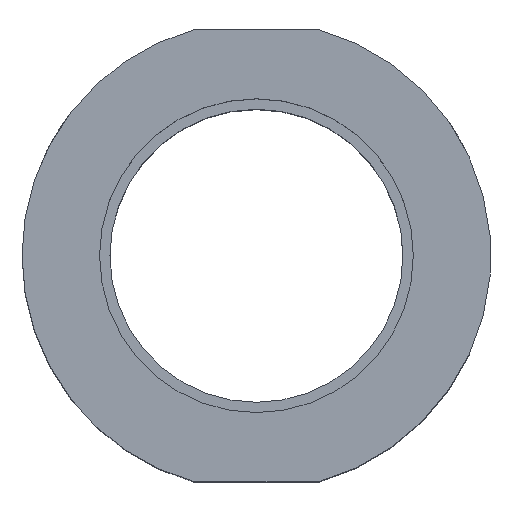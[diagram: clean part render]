
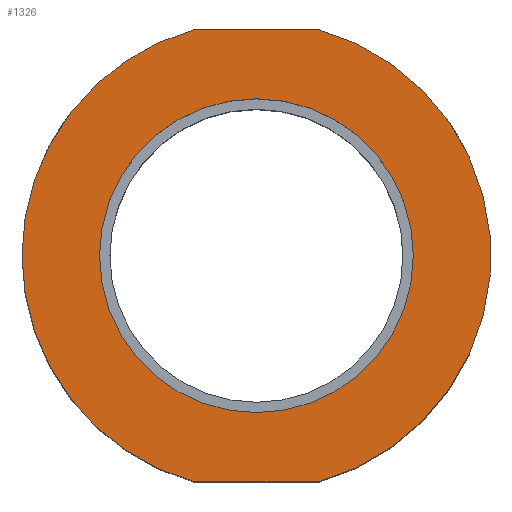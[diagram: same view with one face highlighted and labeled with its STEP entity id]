
A CAD part, top view. The second image highlights one B-rep face of the part: STEP entity #1326.
In plain terms, the highlighted planar face has unit normal (0, 0, 1).
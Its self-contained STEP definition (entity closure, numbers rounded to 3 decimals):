
#2 = FACE_BOUND ( 'NONE', #600, .T. ) ;
#13 = AXIS2_PLACEMENT_3D ( 'NONE', #108, #789, #895 ) ;
#20 = CARTESIAN_POINT ( 'NONE',  ( 6.701, -24.5, 19. ) ) ;
#29 = VERTEX_POINT ( 'NONE', #579 ) ;
#35 = CARTESIAN_POINT ( 'NONE',  ( 0., 0., 19. ) ) ;
#40 = CIRCLE ( 'NONE', #1092, 17. ) ;
#42 = ORIENTED_EDGE ( 'NONE', *, *, #1429, .T. ) ;
#49 = DIRECTION ( 'NONE',  ( 1., 0., 0. ) ) ;
#55 = EDGE_CURVE ( 'NONE', #1107, #29, #545, .T. ) ;
#59 = EDGE_CURVE ( 'NONE', #612, #1376, #994, .T. ) ;
#91 = AXIS2_PLACEMENT_3D ( 'NONE', #573, #122, #1003 ) ;
#98 = ORIENTED_EDGE ( 'NONE', *, *, #59, .F. ) ;
#106 = CIRCLE ( 'NONE', #496, 17. ) ;
#108 = CARTESIAN_POINT ( 'NONE',  ( 0., 0., 19. ) ) ;
#110 = CARTESIAN_POINT ( 'NONE',  ( 0., 0., 19. ) ) ;
#122 = DIRECTION ( 'NONE',  ( 0., 0., -1. ) ) ;
#141 = CARTESIAN_POINT ( 'NONE',  ( 25.4, 0., 19. ) ) ;
#156 = EDGE_CURVE ( 'NONE', #29, #995, #1183, .T. ) ;
#226 = CARTESIAN_POINT ( 'NONE',  ( 17., 0., 19. ) ) ;
#231 = DIRECTION ( 'NONE',  ( 0., 0., -1. ) ) ;
#249 = DIRECTION ( 'NONE',  ( 0., 0., -1. ) ) ;
#295 = LINE ( 'NONE', #375, #1029 ) ;
#358 = DIRECTION ( 'NONE',  ( 0., 0., -1. ) ) ;
#375 = CARTESIAN_POINT ( 'NONE',  ( 25.4, -24.5, 19. ) ) ;
#496 = AXIS2_PLACEMENT_3D ( 'NONE', #35, #249, #1156 ) ;
#497 = VERTEX_POINT ( 'NONE', #758 ) ;
#535 = EDGE_CURVE ( 'NONE', #612, #995, #1283, .T. ) ;
#543 = AXIS2_PLACEMENT_3D ( 'NONE', #786, #1343, #898 ) ;
#545 = CIRCLE ( 'NONE', #13, 25.4 ) ;
#567 = CARTESIAN_POINT ( 'NONE',  ( -6.701, -24.5, 19. ) ) ;
#569 = FACE_OUTER_BOUND ( 'NONE', #1430, .T. ) ;
#573 = CARTESIAN_POINT ( 'NONE',  ( 0., 0., 19. ) ) ;
#579 = CARTESIAN_POINT ( 'NONE',  ( -25.4, 0., 19. ) ) ;
#600 = EDGE_LOOP ( 'NONE', ( #928, #887 ) ) ;
#612 = VERTEX_POINT ( 'NONE', #977 ) ;
#638 = VECTOR ( 'NONE', #1410, 1000. ) ;
#758 = CARTESIAN_POINT ( 'NONE',  ( -17., 0., 19. ) ) ;
#772 = CARTESIAN_POINT ( 'NONE',  ( 25.4, 24.5, 19. ) ) ;
#786 = CARTESIAN_POINT ( 'NONE',  ( 0., 0., 19. ) ) ;
#789 = DIRECTION ( 'NONE',  ( 0., 0., -1. ) ) ;
#887 = ORIENTED_EDGE ( 'NONE', *, *, #967, .T. ) ;
#895 = DIRECTION ( 'NONE',  ( -1., 0., 0. ) ) ;
#898 = DIRECTION ( 'NONE',  ( -1., 0., 0. ) ) ;
#928 = ORIENTED_EDGE ( 'NONE', *, *, #1070, .T. ) ;
#947 = ORIENTED_EDGE ( 'NONE', *, *, #156, .F. ) ;
#967 = EDGE_CURVE ( 'NONE', #1068, #497, #106, .T. ) ;
#977 = CARTESIAN_POINT ( 'NONE',  ( 6.701, 24.5, 19. ) ) ;
#994 = CIRCLE ( 'NONE', #91, 25.4 ) ;
#995 = VERTEX_POINT ( 'NONE', #1260 ) ;
#1003 = DIRECTION ( 'NONE',  ( -1., 0., 0. ) ) ;
#1014 = DIRECTION ( 'NONE',  ( -1., 0., 0. ) ) ;
#1029 = VECTOR ( 'NONE', #49, 1000. ) ;
#1068 = VERTEX_POINT ( 'NONE', #226 ) ;
#1070 = EDGE_CURVE ( 'NONE', #497, #1068, #40, .T. ) ;
#1092 = AXIS2_PLACEMENT_3D ( 'NONE', #110, #231, #1014 ) ;
#1107 = VERTEX_POINT ( 'NONE', #567 ) ;
#1120 = ORIENTED_EDGE ( 'NONE', *, *, #55, .F. ) ;
#1140 = DIRECTION ( 'NONE',  ( -1., 0., 0. ) ) ;
#1156 = DIRECTION ( 'NONE',  ( -1., 0., 0. ) ) ;
#1183 = CIRCLE ( 'NONE', #543, 25.4 ) ;
#1260 = CARTESIAN_POINT ( 'NONE',  ( -6.701, 24.5, 19. ) ) ;
#1283 = LINE ( 'NONE', #772, #638 ) ;
#1326 = ADVANCED_FACE ( 'NONE', ( #569, #2 ), #1366, .F. ) ;
#1343 = DIRECTION ( 'NONE',  ( 0., 0., -1. ) ) ;
#1365 = AXIS2_PLACEMENT_3D ( 'NONE', #141, #358, #1140 ) ;
#1366 = PLANE ( 'NONE',  #1365 ) ;
#1376 = VERTEX_POINT ( 'NONE', #20 ) ;
#1410 = DIRECTION ( 'NONE',  ( -1., 0., 0. ) ) ;
#1429 = EDGE_CURVE ( 'NONE', #1107, #1376, #295, .T. ) ;
#1430 = EDGE_LOOP ( 'NONE', ( #1120, #42, #98, #1444, #947 ) ) ;
#1444 = ORIENTED_EDGE ( 'NONE', *, *, #535, .T. ) ;
